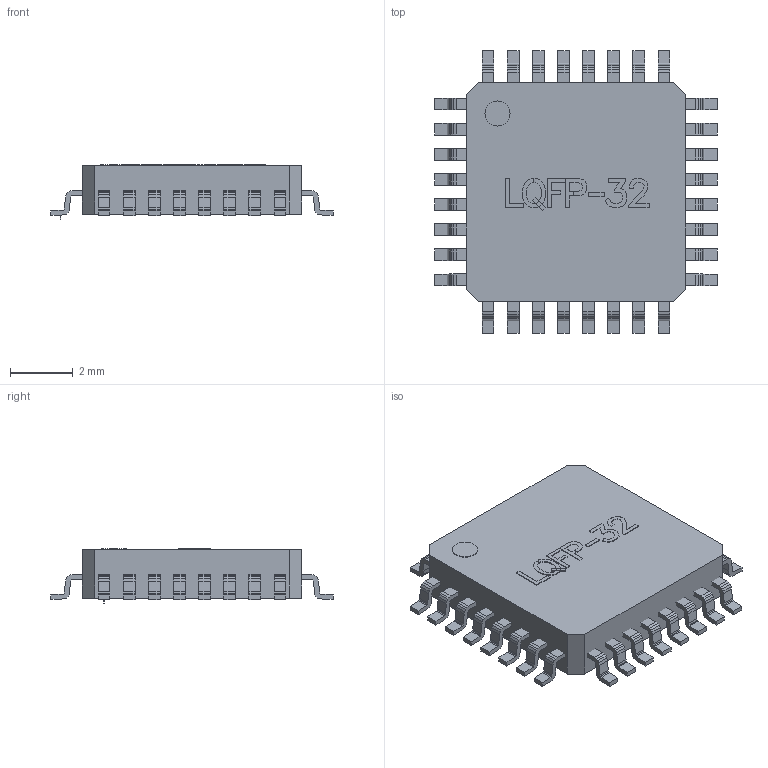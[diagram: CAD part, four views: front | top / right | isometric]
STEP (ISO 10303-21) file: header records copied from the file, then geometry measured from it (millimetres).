
FILE_DESCRIPTION(/* description */ (''),/* implementation_level */ '2;1');
FILE_NAME(/* name */ 'LQFP32.step',/* time_stamp */ '2021-05-29T14:04:15-05:00',/* author */ (''),/* organization */ (''),/* preprocessor_version */ 'ST-DEVELOPER v18.1',/* originating_system */ 'Autodesk Translation Framework v10.6.0.1341',/* authorisation */ '');
FILE_SCHEMA (('AUTOMOTIVE_DESIGN { 1 0 10303 214 3 1 1 }'));
Length unit declared in the file: millimetre
Products named in the file (121): LQFP32; Board3; Free-Models2; 450942033; Extruded18; 450944593; Extruded10; PINLQFP-33; Free-Models3; 450941905; PINLQFP-33 (1); Free-Models3 (1); 450941905 (1); PINLQFP-33 (2); Free-Models3 (2); 450941905 (2); PINLQFP-33 (3); Free-Models3 (3); 450941905 (3); PINLQFP-33 (4); Free-Models3 (4); 450941905 (4); PINLQFP-33 (5); Free-Models3 (5); 450941905 (5); PINLQFP-33 (6); Free-Models3 (6); 450941905 (6); PINLQFP-33 (7); Free-Models3 (7); 450941905 (7); PINLQFP-33 (8); Free-Models3 (8); 450941905 (8); PINLQFP-33 (9); Free-Models3 (9); 450941905 (9); PINLQFP-33 (10); Free-Models3 (10); 450941905 (10) ...
Assembly tree (182 placements, depth 6):
  LQFP32
    Board3
    Free-Models2
      450942033
        Extruded18
      450944593
        Extruded10
      PINLQFP-33
        Free-Models3
          450941905
            Extruded15
        Board2
      PINLQFP-33 (1)
        Free-Models3 (1)
          450941905 (1)
            Extruded15
        Board2
      PINLQFP-33 (2)
        Free-Models3 (2)
          450941905 (2)
            Extruded15
        Board2
      PINLQFP-33 (3)
        Free-Models3 (3)
          450941905 (3)
            Extruded15
        Board2
      PINLQFP-33 (4)
        Free-Models3 (4)
          450941905 (4)
            Extruded15
        Board2
      PINLQFP-33 (5)
        Free-Models3 (5)
          450941905 (5)
            Extruded15
        Board2
      PINLQFP-33 (6)
        Free-Models3 (6)
          450941905 (6)
            Extruded15
        Board2
      PINLQFP-33 (7)
        Free-Models3 (7)
          450941905 (7)
            Extruded15
        Board2
      PINLQFP-33 (8)
        Free-Models3 (8)
          450941905 (8)
            Extruded15
        Board2
      PINLQFP-33 (9)
        Free-Models3 (9)
          450941905 (9)
            Extruded15
        Board2
      PINLQFP-33 (10)
        Free-Models3 (10)
          450941905 (10)
Bounding box: 9 x 9 x 1.73 mm (x, y, z)
Volume: 78.4 mm3; surface area: 200.9 mm2
Topology: 75 solids, 77 shells, 1081 faces, 2791 edges, 1862 vertices
Faces by surface type: plane 1080, cylinder 1
Full cylindrical faces by diameter (mm): 0.8 x1
Entity records: 9530 total; most frequent: DIRECTION 1593, CARTESIAN_POINT 1449, ORIENTED_EDGE 1110, EDGE_CURVE 559, LINE 557, VECTOR 557, AXIS2_PLACEMENT_3D 518, VERTEX_POINT 374
